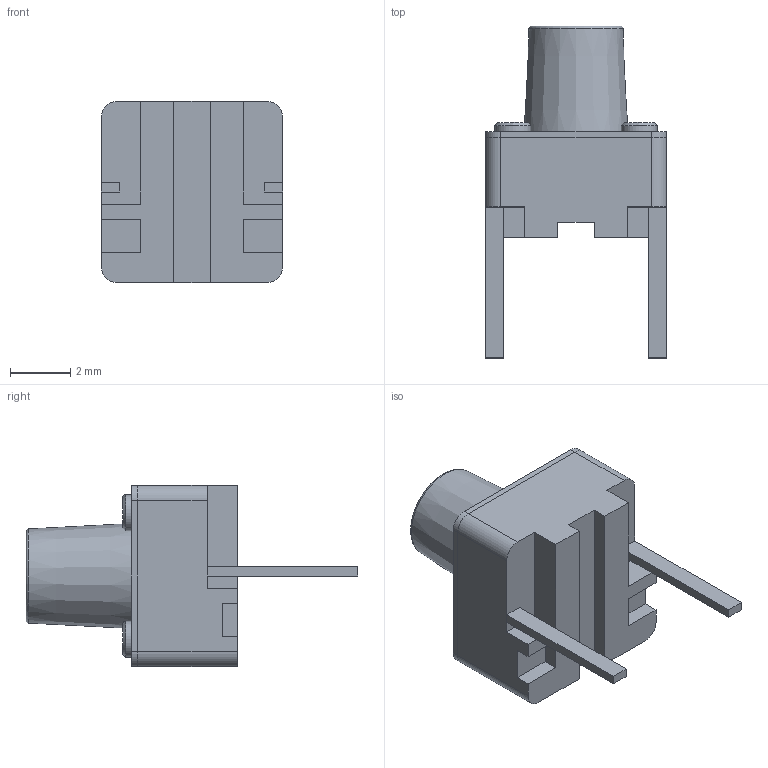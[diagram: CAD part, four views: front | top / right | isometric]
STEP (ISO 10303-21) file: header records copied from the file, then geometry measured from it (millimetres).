
FILE_DESCRIPTION(('HOOPS Exchange Step'),'2;1');
FILE_NAME('Tactile Switch.step','2018-01-07T04:54:38+00:00',('SYSTEM'),('Unknown organisation'),'HOOPS Exchange 10.0','HOOPS Exchange','Unknown authorisation');
FILE_SCHEMA( ('AUTOMOTIVE_DESIGN { 1 0 10303 214 1 1 1 1 }') );
Length unit declared in the file: millimetre
Products named in the file (2): Default; Tactile Switch
Assembly tree (1 placements, depth 2):
  Tactile Switch
    Default
Bounding box: 6 x 11 x 6 mm (x, y, z)
Volume: 143.2 mm3; surface area: 287.6 mm2
Topology: 5 solids, 5 shells, 71 faces, 185 edges, 128 vertices
Faces by surface type: plane 48, cylinder 17, sphere 4, cone 1, torus 1
Full cylindrical faces by diameter (mm): 1.2 x8, 3.5 x1
Entity records: 2286 total; most frequent: DIRECTION 398, CARTESIAN_POINT 387, ORIENTED_EDGE 370, EDGE_CURVE 185, AXIS2_PLACEMENT_3D 139, VERTEX_POINT 128, VECTOR 120, LINE 120
